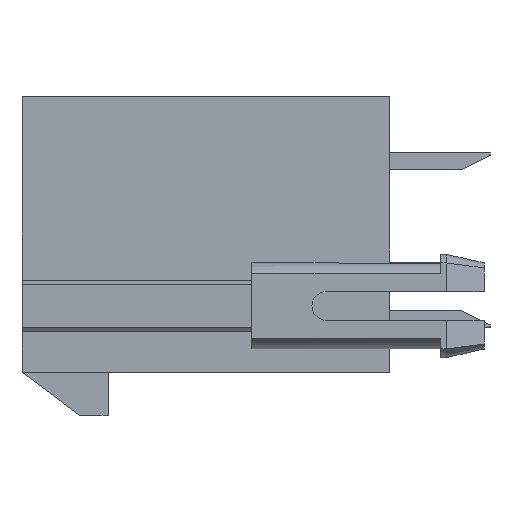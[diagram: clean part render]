
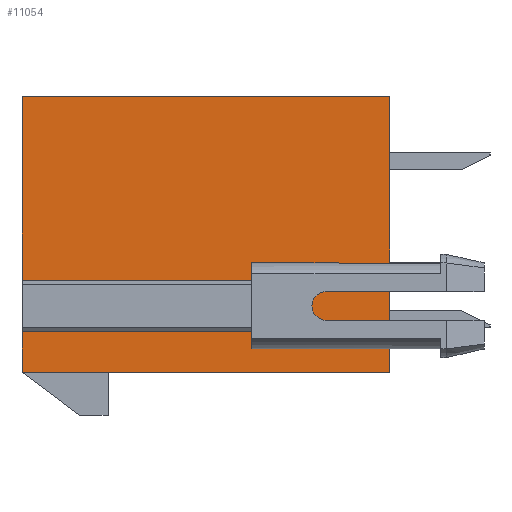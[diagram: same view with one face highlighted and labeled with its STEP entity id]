
A CAD part, left-side view. The second image highlights one B-rep face of the part: STEP entity #11054.
In plain terms, the highlighted planar face has unit normal (-1, 0, 0).
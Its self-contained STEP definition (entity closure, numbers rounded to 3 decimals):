
#1=DIRECTION('',(0.,-1.,0.));
#2=VECTOR('',#1,8.);
#3=CARTESIAN_POINT('',(-25.8,12.8,-1.59));
#4=LINE('',#3,#2);
#5=DIRECTION('',(0.,0.,1.));
#6=VECTOR('',#5,6.39);
#7=CARTESIAN_POINT('',(-25.8,12.8,-1.59));
#8=LINE('',#7,#6);
#9=DIRECTION('',(0.,-1.,0.));
#10=VECTOR('',#9,12.8);
#11=CARTESIAN_POINT('',(-25.8,12.8,4.8));
#12=LINE('',#11,#10);
#13=DIRECTION('',(0.,0.,-1.));
#14=VECTOR('',#13,9.6);
#15=CARTESIAN_POINT('',(-25.8,0.,4.8));
#16=LINE('',#15,#14);
#17=DIRECTION('',(0.,1.,0.));
#18=VECTOR('',#17,12.8);
#19=CARTESIAN_POINT('',(-25.8,0.,-4.8));
#20=LINE('',#19,#18);
#21=DIRECTION('',(0.,0.,1.));
#22=VECTOR('',#21,1.41);
#23=CARTESIAN_POINT('',(-25.8,12.8,-4.8));
#24=LINE('',#23,#22);
#25=DIRECTION('',(0.,-1.,0.));
#26=VECTOR('',#25,8.);
#27=CARTESIAN_POINT('',(-25.8,12.8,-3.39));
#28=LINE('',#27,#26);
#29=DIRECTION('',(0.,0.,1.));
#30=VECTOR('',#29,0.35);
#31=CARTESIAN_POINT('',(-25.8,4.8,-3.74));
#32=LINE('',#31,#30);
#33=DIRECTION('',(0.,-1.,0.));
#34=VECTOR('',#33,2.1);
#35=CARTESIAN_POINT('',(-25.8,4.8,-3.74));
#36=LINE('',#35,#34);
#37=DIRECTION('',(0.,-1.,0.));
#38=VECTOR('',#37,2.1);
#39=CARTESIAN_POINT('',(-25.8,4.8,-1.24));
#40=LINE('',#39,#38);
#41=DIRECTION('',(0.,0.,1.));
#42=VECTOR('',#41,0.35);
#43=CARTESIAN_POINT('',(-25.8,4.8,-1.59));
#44=LINE('',#43,#42);
#432=DIRECTION('',(0.,0.,1.));
#433=VECTOR('',#432,2.5);
#434=CARTESIAN_POINT('',(-25.8,2.7,-3.74));
#435=LINE('',#434,#433);
#8367=CARTESIAN_POINT('',(-25.8,0.,-4.8));
#8368=CARTESIAN_POINT('',(-25.8,12.8,-4.8));
#8369=VERTEX_POINT('',#8367);
#8370=VERTEX_POINT('',#8368);
#8371=CARTESIAN_POINT('',(-25.8,12.8,4.8));
#8372=CARTESIAN_POINT('',(-25.8,0.,4.8));
#8373=VERTEX_POINT('',#8371);
#8374=VERTEX_POINT('',#8372);
#8823=CARTESIAN_POINT('',(-25.8,4.8,-1.24));
#8824=VERTEX_POINT('',#8823);
#8825=CARTESIAN_POINT('',(-25.8,4.8,-3.74));
#8826=VERTEX_POINT('',#8825);
#8840=CARTESIAN_POINT('',(-25.8,2.7,-1.24));
#8842=VERTEX_POINT('',#8840);
#8849=CARTESIAN_POINT('',(-25.8,2.7,-3.74));
#8850=VERTEX_POINT('',#8849);
#10159=CARTESIAN_POINT('',(-25.8,12.8,-1.59));
#10160=CARTESIAN_POINT('',(-25.8,4.8,-1.59));
#10161=VERTEX_POINT('',#10159);
#10162=VERTEX_POINT('',#10160);
#10163=CARTESIAN_POINT('',(-25.8,12.8,-3.39));
#10164=CARTESIAN_POINT('',(-25.8,4.8,-3.39));
#10165=VERTEX_POINT('',#10163);
#10166=VERTEX_POINT('',#10164);
#11023=CARTESIAN_POINT('',(-25.8,0.,0.));
#11024=DIRECTION('',(1.,0.,0.));
#11025=DIRECTION('',(0.,0.,-1.));
#11026=AXIS2_PLACEMENT_3D('',#11023,#11024,#11025);
#11027=PLANE('',#11026);
#11029=ORIENTED_EDGE('',*,*,#11028,.F.);
#11031=ORIENTED_EDGE('',*,*,#11030,.T.);
#11033=ORIENTED_EDGE('',*,*,#11032,.T.);
#11035=ORIENTED_EDGE('',*,*,#11034,.T.);
#11037=ORIENTED_EDGE('',*,*,#11036,.T.);
#11039=ORIENTED_EDGE('',*,*,#11038,.T.);
#11041=ORIENTED_EDGE('',*,*,#11040,.T.);
#11043=ORIENTED_EDGE('',*,*,#11042,.F.);
#11045=ORIENTED_EDGE('',*,*,#11044,.T.);
#11047=ORIENTED_EDGE('',*,*,#11046,.T.);
#11049=ORIENTED_EDGE('',*,*,#11048,.F.);
#11051=ORIENTED_EDGE('',*,*,#11050,.F.);
#11052=EDGE_LOOP('',(#11029,#11031,#11033,#11035,#11037,#11039,#11041,#11043,
#11045,#11047,#11049,#11051));
#11053=FACE_OUTER_BOUND('',#11052,.F.);
#11054=ADVANCED_FACE('',(#11053),#11027,.F.);
#11028=EDGE_CURVE('',#10161,#10162,#4,.T.);
#11030=EDGE_CURVE('',#10161,#8373,#8,.T.);
#11032=EDGE_CURVE('',#8373,#8374,#12,.T.);
#11034=EDGE_CURVE('',#8374,#8369,#16,.T.);
#11036=EDGE_CURVE('',#8369,#8370,#20,.T.);
#11038=EDGE_CURVE('',#8370,#10165,#24,.T.);
#11040=EDGE_CURVE('',#10165,#10166,#28,.T.);
#11042=EDGE_CURVE('',#8826,#10166,#32,.T.);
#11044=EDGE_CURVE('',#8826,#8850,#36,.T.);
#11046=EDGE_CURVE('',#8850,#8842,#435,.T.);
#11048=EDGE_CURVE('',#8824,#8842,#40,.T.);
#11050=EDGE_CURVE('',#10162,#8824,#44,.T.);
